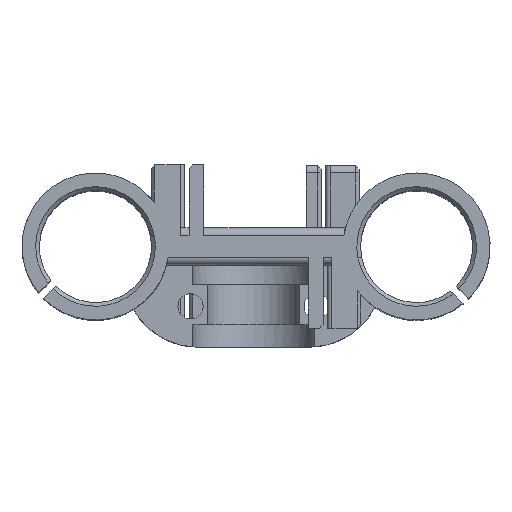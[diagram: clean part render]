
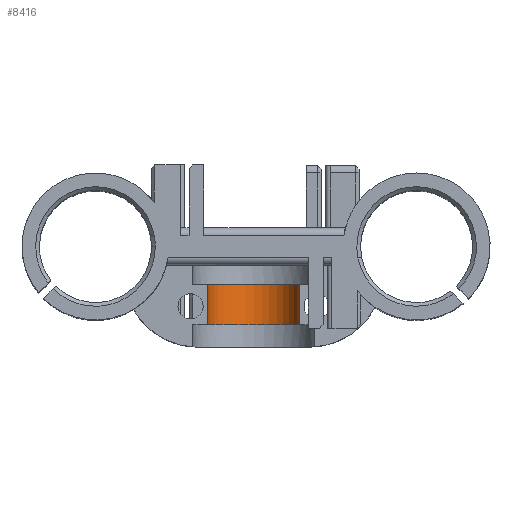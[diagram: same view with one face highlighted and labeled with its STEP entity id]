
A CAD part, top view. The second image highlights one B-rep face of the part: STEP entity #8416.
In plain terms, the highlighted cylindrical face has radius 6.2 mm (diameter 12.4 mm), a partial arc.
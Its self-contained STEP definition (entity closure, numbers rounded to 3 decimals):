
#1475 = PLANE('',#1476);
#1476 = AXIS2_PLACEMENT_3D('',#1477,#1478,#1479);
#1477 = CARTESIAN_POINT('',(3.8,-13.5,26.5));
#1478 = DIRECTION('',(0.,0.,-1.));
#1479 = DIRECTION('',(0.,1.,0.));
#1553 = PLANE('',#1554);
#1554 = AXIS2_PLACEMENT_3D('',#1555,#1556,#1557);
#1555 = CARTESIAN_POINT('',(3.8,-13.5,26.5));
#1556 = DIRECTION('',(0.,0.,-1.));
#1557 = DIRECTION('',(0.,1.,0.));
#1740 = PLANE('',#1741);
#1741 = AXIS2_PLACEMENT_3D('',#1742,#1743,#1744);
#1742 = CARTESIAN_POINT('',(21.3,-10.5,26.5));
#1743 = DIRECTION('',(0.,1.,0.));
#1744 = DIRECTION('',(1.,0.,0.));
#3545 = VERTEX_POINT('',#3546);
#3546 = CARTESIAN_POINT('',(27.5,-10.5,26.5));
#3565 = EDGE_CURVE('',#3545,#3566,#3568,.T.);
#3566 = VERTEX_POINT('',#3567);
#3567 = CARTESIAN_POINT('',(27.5,-5.1,26.5));
#3568 = SURFACE_CURVE('',#3569,(#3573,#3580),.PCURVE_S1.);
#3569 = LINE('',#3570,#3571);
#3570 = CARTESIAN_POINT('',(27.5,-10.5,26.5));
#3571 = VECTOR('',#3572,1.);
#3572 = DIRECTION('',(0.,1.,0.));
#3573 = PCURVE('',#1475,#3574);
#3574 = DEFINITIONAL_REPRESENTATION('',(#3575),#3579);
#3575 = LINE('',#3576,#3577);
#3576 = CARTESIAN_POINT('',(3.,23.7));
#3577 = VECTOR('',#3578,1.);
#3578 = DIRECTION('',(1.,0.));
#3579 = ( GEOMETRIC_REPRESENTATION_CONTEXT(2) 
PARAMETRIC_REPRESENTATION_CONTEXT() REPRESENTATION_CONTEXT('2D SPACE',''
  ) );
#3580 = PCURVE('',#3581,#3586);
#3581 = CYLINDRICAL_SURFACE('',#3582,6.2);
#3582 = AXIS2_PLACEMENT_3D('',#3583,#3584,#3585);
#3583 = CARTESIAN_POINT('',(21.3,-10.5,26.5));
#3584 = DIRECTION('',(0.,1.,0.));
#3585 = DIRECTION('',(1.,0.,0.));
#3586 = DEFINITIONAL_REPRESENTATION('',(#3587),#3591);
#3587 = LINE('',#3588,#3589);
#3588 = CARTESIAN_POINT('',(0.,-0.));
#3589 = VECTOR('',#3590,1.);
#3590 = DIRECTION('',(0.,1.));
#3591 = ( GEOMETRIC_REPRESENTATION_CONTEXT(2) 
PARAMETRIC_REPRESENTATION_CONTEXT() REPRESENTATION_CONTEXT('2D SPACE',''
  ) );
#3608 = PLANE('',#3609);
#3609 = AXIS2_PLACEMENT_3D('',#3610,#3611,#3612);
#3610 = CARTESIAN_POINT('',(21.3,-5.1,26.5));
#3611 = DIRECTION('',(0.,1.,0.));
#3612 = DIRECTION('',(1.,0.,0.));
#3778 = VERTEX_POINT('',#3779);
#3779 = CARTESIAN_POINT('',(15.1,-5.1,26.5));
#3798 = EDGE_CURVE('',#3799,#3778,#3801,.T.);
#3799 = VERTEX_POINT('',#3800);
#3800 = CARTESIAN_POINT('',(15.1,-10.5,26.5));
#3801 = SURFACE_CURVE('',#3802,(#3806,#3812),.PCURVE_S1.);
#3802 = LINE('',#3803,#3804);
#3803 = CARTESIAN_POINT('',(15.1,-10.5,26.5));
#3804 = VECTOR('',#3805,1.);
#3805 = DIRECTION('',(0.,1.,0.));
#3806 = PCURVE('',#1553,#3807);
#3807 = DEFINITIONAL_REPRESENTATION('',(#3808),#3811);
#3808 = B_SPLINE_CURVE_WITH_KNOTS('',1,(#3809,#3810),.UNSPECIFIED.,.F.,
  .F.,(2,2),(0.,5.4),.PIECEWISE_BEZIER_KNOTS.);
#3809 = CARTESIAN_POINT('',(3.,11.3));
#3810 = CARTESIAN_POINT('',(8.4,11.3));
#3811 = ( GEOMETRIC_REPRESENTATION_CONTEXT(2) 
PARAMETRIC_REPRESENTATION_CONTEXT() REPRESENTATION_CONTEXT('2D SPACE',''
  ) );
#3812 = PCURVE('',#3581,#3813);
#3813 = DEFINITIONAL_REPRESENTATION('',(#3814),#3817);
#3814 = B_SPLINE_CURVE_WITH_KNOTS('',1,(#3815,#3816),.UNSPECIFIED.,.F.,
  .F.,(2,2),(0.,5.4),.PIECEWISE_BEZIER_KNOTS.);
#3815 = CARTESIAN_POINT('',(3.142,0.));
#3816 = CARTESIAN_POINT('',(3.142,5.4));
#3817 = ( GEOMETRIC_REPRESENTATION_CONTEXT(2) 
PARAMETRIC_REPRESENTATION_CONTEXT() REPRESENTATION_CONTEXT('2D SPACE',''
  ) );
#3876 = EDGE_CURVE('',#3545,#3799,#3877,.T.);
#3877 = SURFACE_CURVE('',#3878,(#3883,#3890),.PCURVE_S1.);
#3878 = CIRCLE('',#3879,6.2);
#3879 = AXIS2_PLACEMENT_3D('',#3880,#3881,#3882);
#3880 = CARTESIAN_POINT('',(21.3,-10.5,26.5));
#3881 = DIRECTION('',(-0.,1.,0.));
#3882 = DIRECTION('',(1.,0.,0.));
#3883 = PCURVE('',#1740,#3884);
#3884 = DEFINITIONAL_REPRESENTATION('',(#3885),#3889);
#3885 = CIRCLE('',#3886,6.2);
#3886 = AXIS2_PLACEMENT_2D('',#3887,#3888);
#3887 = CARTESIAN_POINT('',(0.,0.));
#3888 = DIRECTION('',(1.,0.));
#3889 = ( GEOMETRIC_REPRESENTATION_CONTEXT(2) 
PARAMETRIC_REPRESENTATION_CONTEXT() REPRESENTATION_CONTEXT('2D SPACE',''
  ) );
#3890 = PCURVE('',#3581,#3891);
#3891 = DEFINITIONAL_REPRESENTATION('',(#3892),#3896);
#3892 = LINE('',#3893,#3894);
#3893 = CARTESIAN_POINT('',(0.,0.));
#3894 = VECTOR('',#3895,1.);
#3895 = DIRECTION('',(1.,0.));
#3896 = ( GEOMETRIC_REPRESENTATION_CONTEXT(2) 
PARAMETRIC_REPRESENTATION_CONTEXT() REPRESENTATION_CONTEXT('2D SPACE',''
  ) );
#8395 = EDGE_CURVE('',#3566,#3778,#8396,.T.);
#8396 = SURFACE_CURVE('',#8397,(#8402,#8409),.PCURVE_S1.);
#8397 = CIRCLE('',#8398,6.2);
#8398 = AXIS2_PLACEMENT_3D('',#8399,#8400,#8401);
#8399 = CARTESIAN_POINT('',(21.3,-5.1,26.5));
#8400 = DIRECTION('',(-0.,1.,0.));
#8401 = DIRECTION('',(1.,0.,0.));
#8402 = PCURVE('',#3608,#8403);
#8403 = DEFINITIONAL_REPRESENTATION('',(#8404),#8408);
#8404 = CIRCLE('',#8405,6.2);
#8405 = AXIS2_PLACEMENT_2D('',#8406,#8407);
#8406 = CARTESIAN_POINT('',(0.,0.));
#8407 = DIRECTION('',(1.,0.));
#8408 = ( GEOMETRIC_REPRESENTATION_CONTEXT(2) 
PARAMETRIC_REPRESENTATION_CONTEXT() REPRESENTATION_CONTEXT('2D SPACE',''
  ) );
#8409 = PCURVE('',#3581,#8410);
#8410 = DEFINITIONAL_REPRESENTATION('',(#8411),#8415);
#8411 = LINE('',#8412,#8413);
#8412 = CARTESIAN_POINT('',(0.,5.4));
#8413 = VECTOR('',#8414,1.);
#8414 = DIRECTION('',(1.,0.));
#8415 = ( GEOMETRIC_REPRESENTATION_CONTEXT(2) 
PARAMETRIC_REPRESENTATION_CONTEXT() REPRESENTATION_CONTEXT('2D SPACE',''
  ) );
#8416 = ADVANCED_FACE('',(#8417),#3581,.F.);
#8417 = FACE_BOUND('',#8418,.F.);
#8418 = EDGE_LOOP('',(#8419,#8420,#8421,#8422));
#8419 = ORIENTED_EDGE('',*,*,#3565,.F.);
#8420 = ORIENTED_EDGE('',*,*,#3876,.T.);
#8421 = ORIENTED_EDGE('',*,*,#3798,.T.);
#8422 = ORIENTED_EDGE('',*,*,#8395,.F.);
